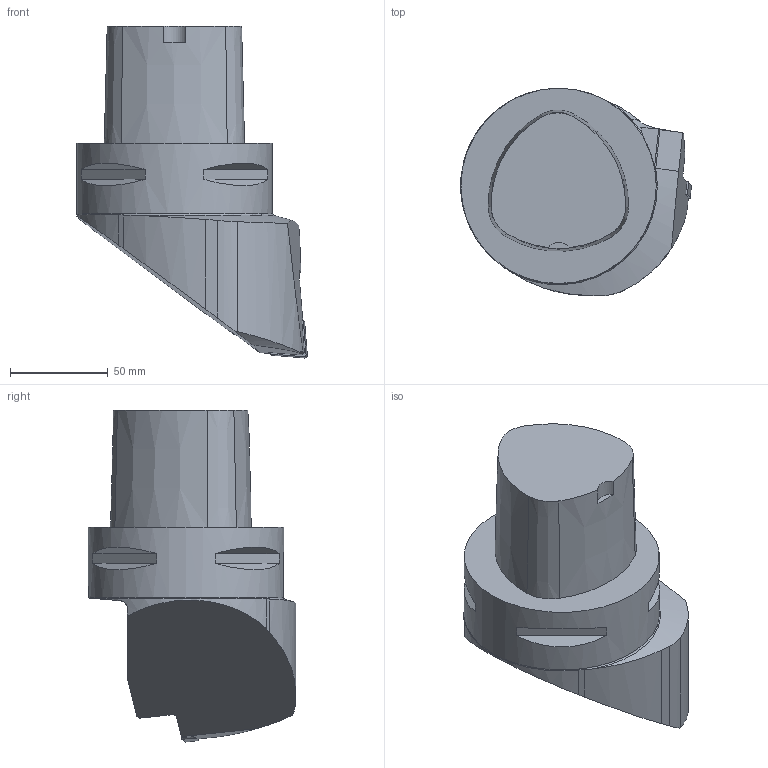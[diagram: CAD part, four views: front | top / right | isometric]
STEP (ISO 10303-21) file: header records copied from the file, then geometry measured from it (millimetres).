
FILE_DESCRIPTION(/* description */ (''),/* implementation_level */ '2;1');
FILE_NAME(/* name */ '1544009000761.stp',/* time_stamp */ '2018-12-05T16:53:43+05:00',/* author */ (''),/* organization */ ('SMS'),/* preprocessor_version */ 'ST-DEVELOPER v15',/* originating_system */ 'SIEMENS PLM Software NX 8.5',/* authorisation */ '');
FILE_SCHEMA (('AUTOMOTIVE_DESIGN { 1 0 10303 214 3 1 1 1 }'));
Length unit declared in the file: millimetre
Products named in the file (4): IsoTurningInsert; ASSEMBLY_CONSTRUCTION; 201778000mod000_01; 201777998mod000_01
Assembly tree (3 placements, depth 2):
  201777998mod000_01
    201778000mod000_01
    ASSEMBLY_CONSTRUCTION
    IsoTurningInsert
Bounding box: 118.14 x 106.12 x 170 mm (x, y, z)
Volume: 843969.2 mm3; surface area: 59625.9 mm2
Topology: 2 solids, 2 shells, 82 faces, 209 edges, 143 vertices
Faces by surface type: plane 42, cylinder 25, cone 8, torus 4, extrusion 3
Full cylindrical faces by diameter (mm): 7.925 x2, 100 x1
Entity records: 2802 total; most frequent: CARTESIAN_POINT 627, DIRECTION 444, ORIENTED_EDGE 408, EDGE_CURVE 204, AXIS2_PLACEMENT_3D 171, VERTEX_POINT 135, VECTOR 102, LINE 99
